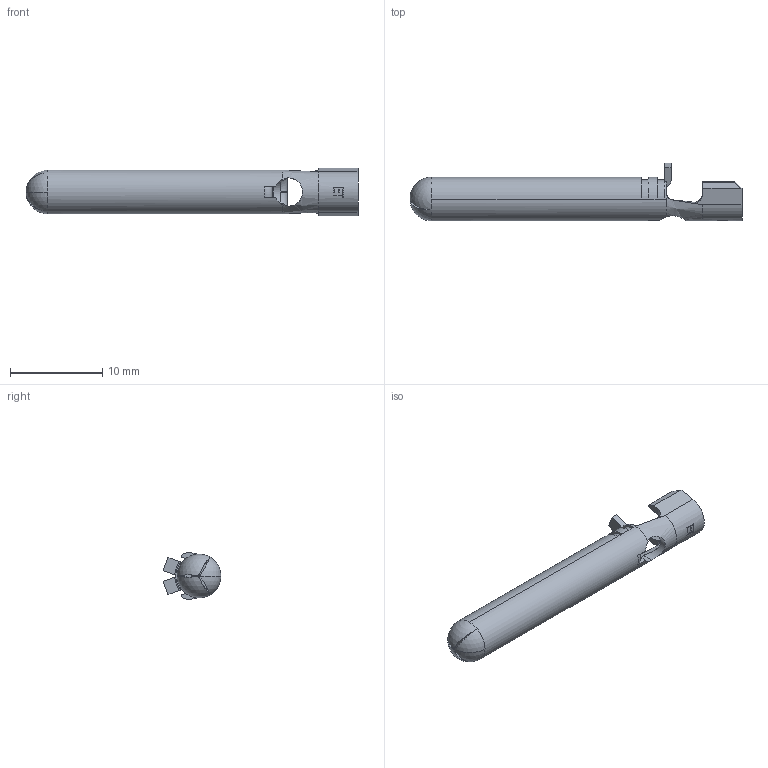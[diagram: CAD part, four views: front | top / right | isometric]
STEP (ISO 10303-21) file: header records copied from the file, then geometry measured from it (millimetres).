
FILE_DESCRIPTION (( 'STEP AP203' ), '1' );
FILE_NAME ('09853.STEP', '2015-02-18T20:47:22', ( '' ), ( '' ), 'SwSTEP 2.0', 'SolidWorks 2014', '' );
FILE_SCHEMA (( 'CONFIG_CONTROL_DESIGN' ));
Length unit declared in the file: inch
Products named in the file (1): 09853
Bounding box: 35.94 x 6.26 x 5.16 mm (x, y, z)
Volume: 291.8 mm3; surface area: 947.8 mm2
Topology: 3 solids, 3 shells, 187 faces, 483 edges, 298 vertices
Faces by surface type: plane 112, cylinder 45, sphere 8, bspline 8, cone 8, torus 6
Entity records: 6110 total; most frequent: CARTESIAN_POINT 1577, ORIENTED_EDGE 958, DIRECTION 892, EDGE_CURVE 479, VERTEX_POINT 298, AXIS2_PLACEMENT_3D 298, LINE 296, VECTOR 296
